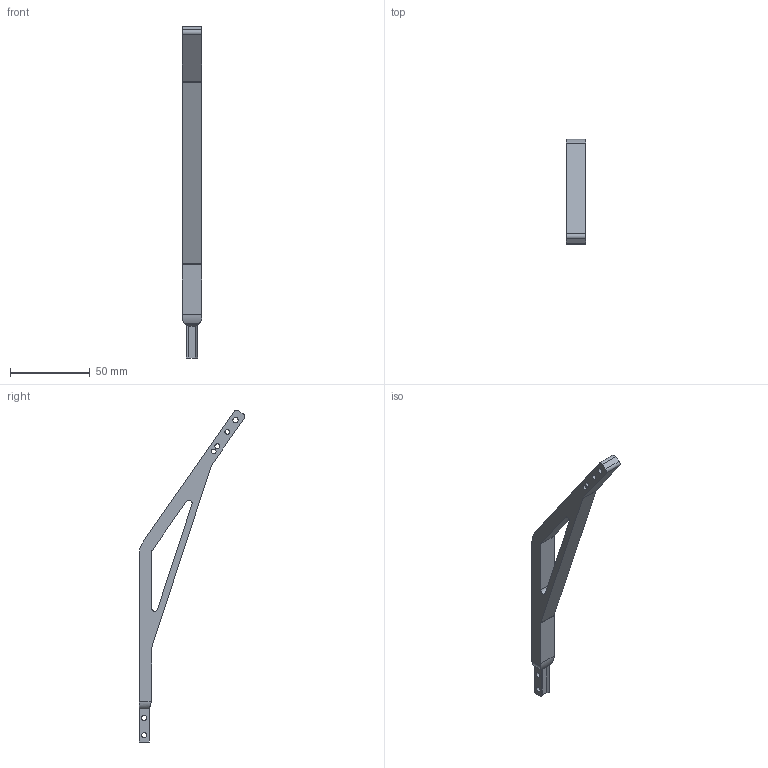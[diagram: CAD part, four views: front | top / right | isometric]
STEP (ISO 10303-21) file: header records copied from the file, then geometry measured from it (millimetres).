
FILE_DESCRIPTION(/* description */ (''),/* implementation_level */ '2;1');
FILE_NAME(/* name */ '',/* time_stamp */ '2025-01-21T19:02:42+03:00',/* author */ ('Phantom'),/* organization */ (''),/* preprocessor_version */ 'ST-DEVELOPER v20',/* originating_system */ 'Autodesk Inventor 2025',/* authorisation */ '');
FILE_SCHEMA (('AUTOMOTIVE_DESIGN { 1 0 10303 214 3 1 1 }'));
Length unit declared in the file: millimetre
Products named in the file (1): палка
Bounding box: 12 x 66.33 x 208.63 mm (x, y, z)
Volume: 24742.2 mm3; surface area: 12067.3 mm2
Topology: 1 solids, 1 shells, 40 faces, 108 edges, 70 vertices
Faces by surface type: plane 23, cylinder 17
Full cylindrical faces by diameter (mm): 3 x3, 3.2 x2, 3.3 x1
Entity records: 1339 total; most frequent: CARTESIAN_POINT 233, DIRECTION 222, ORIENTED_EDGE 216, EDGE_CURVE 108, AXIS2_PLACEMENT_3D 75, LINE 72, VECTOR 72, VERTEX_POINT 70
